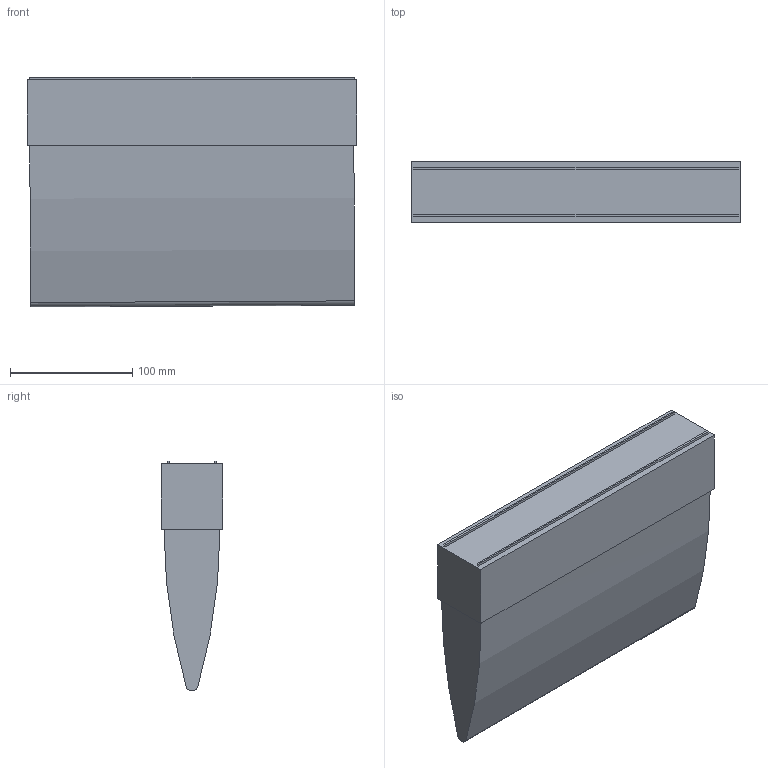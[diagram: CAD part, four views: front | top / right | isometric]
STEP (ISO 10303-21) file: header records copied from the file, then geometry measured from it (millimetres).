
FILE_DESCRIPTION(/* description */ (''),/* implementation_level */ '2;1');
FILE_NAME(/* name */ 'AK_simple_v2.step',/* time_stamp */ '2024-01-03T10:12:05+01:00',/* author */ (''),/* organization */ (''),/* preprocessor_version */ 'ST-DEVELOPER v20',/* originating_system */ 'Autodesk Translation Framework v12.14.0.127',/* authorisation */ '');
FILE_SCHEMA (('AUTOMOTIVE_DESIGN { 1 0 10303 214 3 1 1 }'));
Length unit declared in the file: millimetre
Products named in the file (3): AK_simple; Gehäuse; Haube
Assembly tree (2 placements, depth 2):
  AK_simple
    Gehäuse
    Haube
Bounding box: 270 x 50 x 188.19 mm (x, y, z)
Volume: 1883439.8 mm3; surface area: 156711.2 mm2
Topology: 2 solids, 2 shells, 24 faces, 54 edges, 36 vertices
Faces by surface type: plane 21, cylinder 2, bspline 1
Entity records: 766 total; most frequent: CARTESIAN_POINT 132, DIRECTION 114, ORIENTED_EDGE 108, EDGE_CURVE 54, LINE 46, VECTOR 46, VERTEX_POINT 36, AXIS2_PLACEMENT_3D 34
